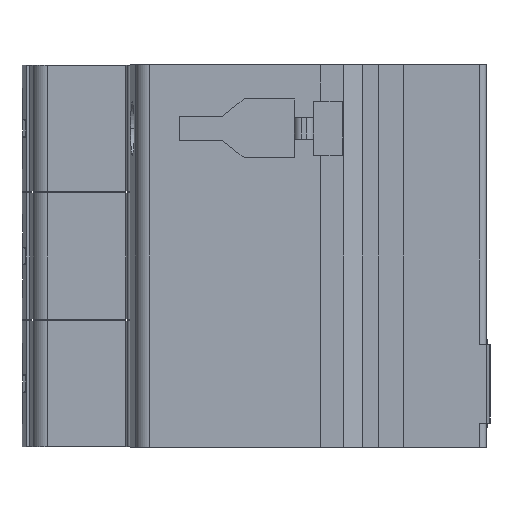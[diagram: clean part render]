
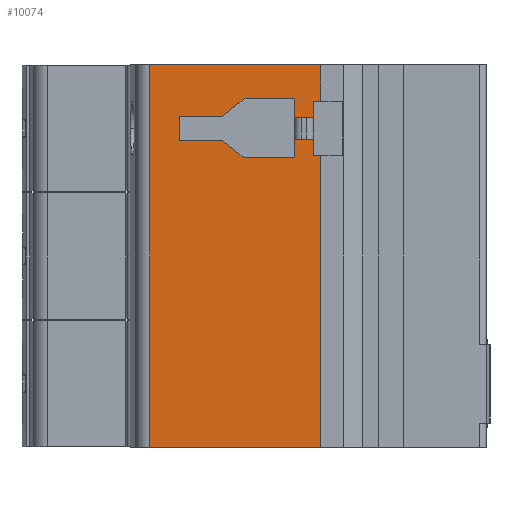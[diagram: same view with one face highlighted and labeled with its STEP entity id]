
A CAD part, front view. The second image highlights one B-rep face of the part: STEP entity #10074.
In plain terms, the highlighted planar face has unit normal (0, -1, 0).
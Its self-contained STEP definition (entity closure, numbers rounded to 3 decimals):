
#93=DIRECTION('',(1.,0.,0.));
#94=VECTOR('',#93,23.85);
#95=CARTESIAN_POINT('',(-40.15,-42.5,-8.9));
#96=LINE('',#95,#94);
#487=DIRECTION('',(1.,0.,0.));
#488=VECTOR('',#487,23.85);
#489=CARTESIAN_POINT('',(-40.15,-42.5,44.5));
#490=LINE('',#489,#488);
#1367=DIRECTION('',(0.,0.,1.));
#1368=VECTOR('',#1367,5.15);
#1369=CARTESIAN_POINT('',(-16.3,-42.5,39.35));
#1370=LINE('',#1369,#1368);
#1371=DIRECTION('',(0.,0.,1.));
#1372=VECTOR('',#1371,40.75);
#1373=CARTESIAN_POINT('',(-16.3,-42.5,-8.9));
#1374=LINE('',#1373,#1372);
#1383=DIRECTION('',(-1.,0.,0.));
#1384=VECTOR('',#1383,1.);
#1385=CARTESIAN_POINT('',(-16.3,-42.5,39.35));
#1386=LINE('',#1385,#1384);
#1387=DIRECTION('',(0.,0.,-1.));
#1388=VECTOR('',#1387,2.25);
#1389=CARTESIAN_POINT('',(-17.3,-42.5,39.35));
#1390=LINE('',#1389,#1388);
#1391=DIRECTION('',(-1.,0.,0.));
#1392=VECTOR('',#1391,2.7);
#1393=CARTESIAN_POINT('',(-17.3,-42.5,37.1));
#1394=LINE('',#1393,#1392);
#1395=DIRECTION('',(0.,0.,1.));
#1396=VECTOR('',#1395,2.6);
#1397=CARTESIAN_POINT('',(-20.,-42.5,37.1));
#1398=LINE('',#1397,#1396);
#1399=DIRECTION('',(-1.,0.,0.));
#1400=VECTOR('',#1399,7.);
#1401=CARTESIAN_POINT('',(-20.,-42.5,39.7));
#1402=LINE('',#1401,#1400);
#1403=DIRECTION('',(-0.781,0.,-0.625));
#1404=VECTOR('',#1403,3.842);
#1405=CARTESIAN_POINT('',(-27.,-42.5,39.7));
#1406=LINE('',#1405,#1404);
#1407=DIRECTION('',(-1.,0.,0.));
#1408=VECTOR('',#1407,6.);
#1409=CARTESIAN_POINT('',(-30.,-42.5,37.3));
#1410=LINE('',#1409,#1408);
#1411=DIRECTION('',(1.,0.,0.));
#1412=VECTOR('',#1411,6.);
#1413=CARTESIAN_POINT('',(-36.,-42.5,33.9));
#1414=LINE('',#1413,#1412);
#1415=DIRECTION('',(0.781,0.,-0.625));
#1416=VECTOR('',#1415,3.842);
#1417=CARTESIAN_POINT('',(-30.,-42.5,33.9));
#1418=LINE('',#1417,#1416);
#1419=DIRECTION('',(1.,0.,0.));
#1420=VECTOR('',#1419,7.);
#1421=CARTESIAN_POINT('',(-27.,-42.5,31.5));
#1422=LINE('',#1421,#1420);
#1423=DIRECTION('',(0.,0.,1.));
#1424=VECTOR('',#1423,2.6);
#1425=CARTESIAN_POINT('',(-20.,-42.5,31.5));
#1426=LINE('',#1425,#1424);
#1427=DIRECTION('',(1.,0.,0.));
#1428=VECTOR('',#1427,2.7);
#1429=CARTESIAN_POINT('',(-20.,-42.5,34.1));
#1430=LINE('',#1429,#1428);
#1431=DIRECTION('',(0.,0.,-1.));
#1432=VECTOR('',#1431,2.25);
#1433=CARTESIAN_POINT('',(-17.3,-42.5,34.1));
#1434=LINE('',#1433,#1432);
#1435=DIRECTION('',(-1.,0.,0.));
#1436=VECTOR('',#1435,1.);
#1437=CARTESIAN_POINT('',(-16.3,-42.5,31.85));
#1438=LINE('',#1437,#1436);
#1443=DIRECTION('',(0.,0.,-1.));
#1444=VECTOR('',#1443,53.4);
#1445=CARTESIAN_POINT('',(-40.15,-42.5,44.5));
#1446=LINE('',#1445,#1444);
#1796=DIRECTION('',(0.,0.,1.));
#1797=VECTOR('',#1796,3.4);
#1798=CARTESIAN_POINT('',(-36.,-42.5,33.9));
#1799=LINE('',#1798,#1797);
#6611=CARTESIAN_POINT('',(-40.15,-42.5,-8.9));
#6612=CARTESIAN_POINT('',(-16.3,-42.5,-8.9));
#6613=VERTEX_POINT('',#6611);
#6614=VERTEX_POINT('',#6612);
#7405=CARTESIAN_POINT('',(-40.15,-42.5,44.5));
#7406=CARTESIAN_POINT('',(-16.3,-42.5,44.5));
#7407=VERTEX_POINT('',#7405);
#7408=VERTEX_POINT('',#7406);
#7649=CARTESIAN_POINT('',(-16.3,-42.5,31.85));
#7650=CARTESIAN_POINT('',(-17.3,-42.5,31.85));
#7651=VERTEX_POINT('',#7649);
#7652=VERTEX_POINT('',#7650);
#7653=CARTESIAN_POINT('',(-16.3,-42.5,39.35));
#7654=CARTESIAN_POINT('',(-17.3,-42.5,39.35));
#7655=VERTEX_POINT('',#7653);
#7656=VERTEX_POINT('',#7654);
#7657=CARTESIAN_POINT('',(-17.3,-42.5,37.1));
#7658=VERTEX_POINT('',#7657);
#7659=CARTESIAN_POINT('',(-20.,-42.5,37.1));
#7660=VERTEX_POINT('',#7659);
#7661=CARTESIAN_POINT('',(-20.,-42.5,39.7));
#7662=VERTEX_POINT('',#7661);
#7663=CARTESIAN_POINT('',(-20.,-42.5,31.5));
#7664=CARTESIAN_POINT('',(-20.,-42.5,34.1));
#7665=VERTEX_POINT('',#7663);
#7666=VERTEX_POINT('',#7664);
#7667=CARTESIAN_POINT('',(-17.3,-42.5,34.1));
#7668=VERTEX_POINT('',#7667);
#7685=CARTESIAN_POINT('',(-27.,-42.5,39.7));
#7686=VERTEX_POINT('',#7685);
#7687=CARTESIAN_POINT('',(-27.,-42.5,31.5));
#7688=VERTEX_POINT('',#7687);
#7697=CARTESIAN_POINT('',(-30.,-42.5,37.3));
#7698=VERTEX_POINT('',#7697);
#7699=CARTESIAN_POINT('',(-36.,-42.5,37.3));
#7700=VERTEX_POINT('',#7699);
#7701=CARTESIAN_POINT('',(-36.,-42.5,33.9));
#7702=CARTESIAN_POINT('',(-30.,-42.5,33.9));
#7703=VERTEX_POINT('',#7701);
#7704=VERTEX_POINT('',#7702);
#10032=CARTESIAN_POINT('',(-40.15,-42.5,-8.9));
#10033=DIRECTION('',(0.,-1.,0.));
#10034=DIRECTION('',(1.,0.,0.));
#10035=AXIS2_PLACEMENT_3D('',#10032,#10033,#10034);
#10036=PLANE('',#10035);
#10038=ORIENTED_EDGE('',*,*,#10037,.F.);
#10039=ORIENTED_EDGE('',*,*,#8843,.T.);
#10040=ORIENTED_EDGE('',*,*,#9993,.F.);
#10041=ORIENTED_EDGE('',*,*,#10019,.T.);
#10043=ORIENTED_EDGE('',*,*,#10042,.T.);
#10045=ORIENTED_EDGE('',*,*,#10044,.T.);
#10047=ORIENTED_EDGE('',*,*,#10046,.T.);
#10049=ORIENTED_EDGE('',*,*,#10048,.T.);
#10051=ORIENTED_EDGE('',*,*,#10050,.T.);
#10053=ORIENTED_EDGE('',*,*,#10052,.T.);
#10055=ORIENTED_EDGE('',*,*,#10054,.F.);
#10057=ORIENTED_EDGE('',*,*,#10056,.T.);
#10059=ORIENTED_EDGE('',*,*,#10058,.T.);
#10061=ORIENTED_EDGE('',*,*,#10060,.T.);
#10063=ORIENTED_EDGE('',*,*,#10062,.T.);
#10065=ORIENTED_EDGE('',*,*,#10064,.T.);
#10067=ORIENTED_EDGE('',*,*,#10066,.T.);
#10069=ORIENTED_EDGE('',*,*,#10068,.F.);
#10070=ORIENTED_EDGE('',*,*,#10005,.F.);
#10071=ORIENTED_EDGE('',*,*,#8613,.F.);
#10072=EDGE_LOOP('',(#10038,#10039,#10040,#10041,#10043,#10045,#10047,#10049,
#10051,#10053,#10055,#10057,#10059,#10061,#10063,#10065,#10067,#10069,#10070,
#10071));
#10073=FACE_OUTER_BOUND('',#10072,.F.);
#10074=ADVANCED_FACE('',(#10073),#10036,.T.);
#8613=EDGE_CURVE('',#6613,#6614,#96,.T.);
#8843=EDGE_CURVE('',#7407,#7408,#490,.T.);
#9993=EDGE_CURVE('',#7655,#7408,#1370,.T.);
#10005=EDGE_CURVE('',#6614,#7651,#1374,.T.);
#10019=EDGE_CURVE('',#7655,#7656,#1386,.T.);
#10037=EDGE_CURVE('',#7407,#6613,#1446,.T.);
#10042=EDGE_CURVE('',#7656,#7658,#1390,.T.);
#10044=EDGE_CURVE('',#7658,#7660,#1394,.T.);
#10046=EDGE_CURVE('',#7660,#7662,#1398,.T.);
#10048=EDGE_CURVE('',#7662,#7686,#1402,.T.);
#10050=EDGE_CURVE('',#7686,#7698,#1406,.T.);
#10052=EDGE_CURVE('',#7698,#7700,#1410,.T.);
#10054=EDGE_CURVE('',#7703,#7700,#1799,.T.);
#10056=EDGE_CURVE('',#7703,#7704,#1414,.T.);
#10058=EDGE_CURVE('',#7704,#7688,#1418,.T.);
#10060=EDGE_CURVE('',#7688,#7665,#1422,.T.);
#10062=EDGE_CURVE('',#7665,#7666,#1426,.T.);
#10064=EDGE_CURVE('',#7666,#7668,#1430,.T.);
#10066=EDGE_CURVE('',#7668,#7652,#1434,.T.);
#10068=EDGE_CURVE('',#7651,#7652,#1438,.T.);
